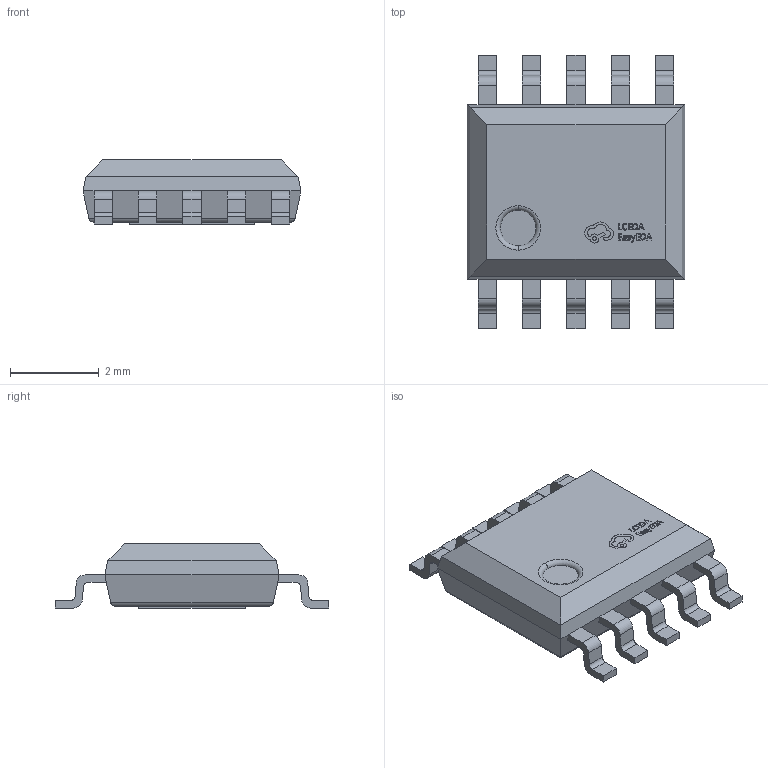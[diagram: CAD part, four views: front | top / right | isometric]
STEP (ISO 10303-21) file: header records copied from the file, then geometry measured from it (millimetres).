
FILE_DESCRIPTION (( 'STEP AP214' ), '1' );
FILE_NAME ('ESOP-10_L4.9-W3.9-H1.4-P1.00-LS6.2-BL-EP.step', '2022-07-26T09:43:20', ( '' ), ( '' ), 'SwSTEP 2.0', 'SolidWorks 2020', '' );
FILE_SCHEMA (( 'AUTOMOTIVE_DESIGN' ));
Length unit declared in the file: millimetre
Products named in the file (1): ESOP-10_L4.9-W3.9-H1.4-P1.00-LS6.2-BL-EP
Bounding box: 4.9 x 6.15 x 1.45 mm (x, y, z)
Volume: 25.5 mm3; surface area: 74 mm2
Topology: 14 solids, 14 shells, 446 faces, 1195 edges, 786 vertices
Faces by surface type: plane 288, bspline 112, cylinder 44, torus 2
Entity records: 20062 total; most frequent: CARTESIAN_POINT 4544, ORIENTED_EDGE 2390, DIRECTION 1719, EDGE_CURVE 1195, VECTOR 877, LINE 877, VERTEX_POINT 786, EDGE_LOOP 467
